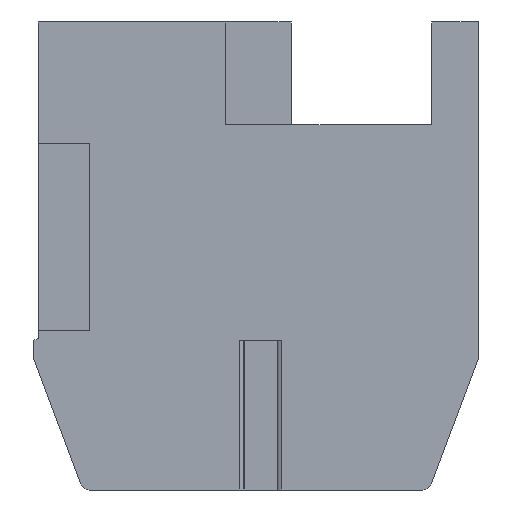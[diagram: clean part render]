
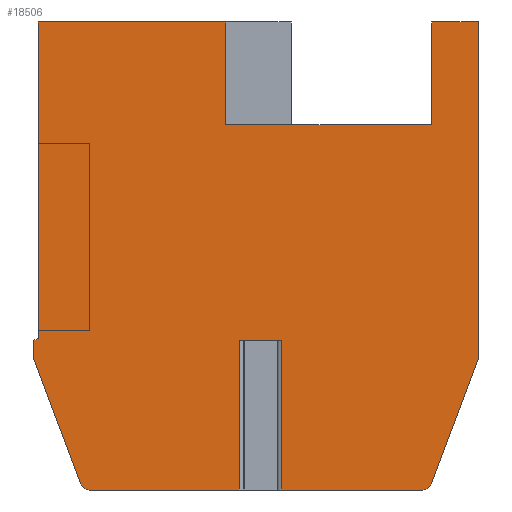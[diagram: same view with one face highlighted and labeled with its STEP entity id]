
A CAD part, front view. The second image highlights one B-rep face of the part: STEP entity #18506.
In plain terms, the highlighted planar face has unit normal (0, -1, 0).
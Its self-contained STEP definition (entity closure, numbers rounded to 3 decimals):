
#1=DIRECTION('',(1.,0.,0.));
#2=VECTOR('',#1,0.906);
#3=CARTESIAN_POINT('',(4.297,0.,-6.8));
#4=LINE('',#3,#2);
#5=DIRECTION('',(0.,0.,-1.));
#6=VECTOR('',#5,3.2);
#7=CARTESIAN_POINT('',(4.297,0.,-6.8));
#8=LINE('',#7,#6);
#9=DIRECTION('',(-1.,0.,0.));
#10=VECTOR('',#9,3.208);
#11=CARTESIAN_POINT('',(4.297,0.,-10.));
#12=LINE('',#11,#10);
#13=CARTESIAN_POINT('',(1.089,0.,-9.8));
#14=DIRECTION('',(0.,1.,0.));
#15=DIRECTION('',(0.,0.,-1.));
#16=AXIS2_PLACEMENT_3D('',#13,#14,#15);
#18=DIRECTION('',(-0.351,0.,0.936));
#19=VECTOR('',#18,2.816);
#20=CARTESIAN_POINT('',(0.901,0.,-9.87));
#21=LINE('',#20,#19);
#22=CARTESIAN_POINT('',(0.1,0.,-7.164));
#23=DIRECTION('',(0.,1.,0.));
#24=DIRECTION('',(-0.936,0.,-0.351));
#25=AXIS2_PLACEMENT_3D('',#22,#23,#24);
#27=DIRECTION('',(0.,0.,1.));
#28=VECTOR('',#27,0.364);
#29=CARTESIAN_POINT('',(-0.1,0.,-7.164));
#30=LINE('',#29,#28);
#31=DIRECTION('',(0.928,0.,0.371));
#32=VECTOR('',#31,0.108);
#33=CARTESIAN_POINT('',(-0.1,0.,-6.8));
#34=LINE('',#33,#32);
#35=DIRECTION('',(0.,0.,1.));
#36=VECTOR('',#35,6.76);
#37=CARTESIAN_POINT('',(0.,0.,-6.76));
#38=LINE('',#37,#36);
#39=DIRECTION('',(1.,0.,0.));
#40=VECTOR('',#39,4.);
#41=CARTESIAN_POINT('',(0.,0.,0.));
#42=LINE('',#41,#40);
#43=DIRECTION('',(0.,0.,-1.));
#44=VECTOR('',#43,2.2);
#45=CARTESIAN_POINT('',(4.,0.,0.));
#46=LINE('',#45,#44);
#47=DIRECTION('',(0.,0.,1.));
#48=VECTOR('',#47,2.2);
#49=CARTESIAN_POINT('',(8.4,0.,-2.2));
#50=LINE('',#49,#48);
#51=DIRECTION('',(1.,0.,0.));
#52=VECTOR('',#51,1.);
#53=CARTESIAN_POINT('',(8.4,0.,0.));
#54=LINE('',#53,#52);
#55=DIRECTION('',(0.,0.,-1.));
#56=VECTOR('',#55,7.164);
#57=CARTESIAN_POINT('',(9.4,0.,0.));
#58=LINE('',#57,#56);
#59=CARTESIAN_POINT('',(9.2,0.,-7.164));
#60=DIRECTION('',(0.,1.,0.));
#61=DIRECTION('',(1.,0.,0.));
#62=AXIS2_PLACEMENT_3D('',#59,#60,#61);
#64=DIRECTION('',(-0.351,0.,-0.936));
#65=VECTOR('',#64,2.816);
#66=CARTESIAN_POINT('',(9.387,0.,-7.234));
#67=LINE('',#66,#65);
#68=CARTESIAN_POINT('',(8.211,0.,-9.8));
#69=DIRECTION('',(0.,1.,0.));
#70=DIRECTION('',(0.936,0.,-0.351));
#71=AXIS2_PLACEMENT_3D('',#68,#69,#70);
#73=DIRECTION('',(-1.,0.,0.));
#74=VECTOR('',#73,3.008);
#75=CARTESIAN_POINT('',(8.211,0.,-10.));
#76=LINE('',#75,#74);
#77=DIRECTION('',(0.,0.,-1.));
#78=VECTOR('',#77,3.2);
#79=CARTESIAN_POINT('',(5.203,0.,-6.8));
#80=LINE('',#79,#78);
#4539=DIRECTION('',(-1.,0.,0.));
#4540=VECTOR('',#4539,4.4);
#4541=CARTESIAN_POINT('',(8.4,0.,-2.2));
#4542=LINE('',#4541,#4540);
#14545=CARTESIAN_POINT('',(-0.087,0.,-7.234));
#14546=CARTESIAN_POINT('',(-0.1,0.,-7.164));
#14547=VERTEX_POINT('',#14545);
#14548=VERTEX_POINT('',#14546);
#14549=CARTESIAN_POINT('',(-0.1,0.,-6.8));
#14550=VERTEX_POINT('',#14549);
#14551=CARTESIAN_POINT('',(0.,0.,-6.76));
#14552=VERTEX_POINT('',#14551);
#14553=CARTESIAN_POINT('',(0.,0.,0.));
#14554=VERTEX_POINT('',#14553);
#14555=CARTESIAN_POINT('',(8.4,0.,-2.2));
#14556=CARTESIAN_POINT('',(8.4,0.,0.));
#14557=VERTEX_POINT('',#14555);
#14558=VERTEX_POINT('',#14556);
#14559=CARTESIAN_POINT('',(9.4,0.,0.));
#14560=VERTEX_POINT('',#14559);
#14561=CARTESIAN_POINT('',(9.4,0.,-7.164));
#14562=VERTEX_POINT('',#14561);
#14563=CARTESIAN_POINT('',(9.387,0.,-7.234));
#14564=VERTEX_POINT('',#14563);
#14565=CARTESIAN_POINT('',(8.399,0.,-9.87));
#14566=VERTEX_POINT('',#14565);
#14567=CARTESIAN_POINT('',(8.211,0.,-10.));
#14568=VERTEX_POINT('',#14567);
#14569=CARTESIAN_POINT('',(1.089,0.,-10.));
#14570=CARTESIAN_POINT('',(0.901,0.,-9.87));
#14571=VERTEX_POINT('',#14569);
#14572=VERTEX_POINT('',#14570);
#14785=CARTESIAN_POINT('',(4.,0.,0.));
#14786=CARTESIAN_POINT('',(4.,0.,-2.2));
#14787=VERTEX_POINT('',#14785);
#14788=VERTEX_POINT('',#14786);
#14809=CARTESIAN_POINT('',(4.297,0.,-6.8));
#14810=CARTESIAN_POINT('',(5.203,0.,-6.8));
#14811=VERTEX_POINT('',#14809);
#14812=VERTEX_POINT('',#14810);
#14813=CARTESIAN_POINT('',(4.297,0.,-10.));
#14814=VERTEX_POINT('',#14813);
#14815=CARTESIAN_POINT('',(5.203,0.,-10.));
#14816=VERTEX_POINT('',#14815);
#18459=CARTESIAN_POINT('',(0.,0.,0.));
#18460=DIRECTION('',(0.,1.,0.));
#18461=DIRECTION('',(1.,0.,0.));
#18462=AXIS2_PLACEMENT_3D('',#18459,#18460,#18461);
#18463=PLANE('',#18462);
#18465=ORIENTED_EDGE('',*,*,#18464,.F.);
#18467=ORIENTED_EDGE('',*,*,#18466,.T.);
#18469=ORIENTED_EDGE('',*,*,#18468,.T.);
#18471=ORIENTED_EDGE('',*,*,#18470,.T.);
#18473=ORIENTED_EDGE('',*,*,#18472,.T.);
#18475=ORIENTED_EDGE('',*,*,#18474,.T.);
#18477=ORIENTED_EDGE('',*,*,#18476,.T.);
#18479=ORIENTED_EDGE('',*,*,#18478,.T.);
#18481=ORIENTED_EDGE('',*,*,#18480,.T.);
#18483=ORIENTED_EDGE('',*,*,#18482,.T.);
#18485=ORIENTED_EDGE('',*,*,#18484,.T.);
#18487=ORIENTED_EDGE('',*,*,#18486,.F.);
#18489=ORIENTED_EDGE('',*,*,#18488,.T.);
#18491=ORIENTED_EDGE('',*,*,#18490,.T.);
#18493=ORIENTED_EDGE('',*,*,#18492,.T.);
#18495=ORIENTED_EDGE('',*,*,#18494,.T.);
#18497=ORIENTED_EDGE('',*,*,#18496,.T.);
#18499=ORIENTED_EDGE('',*,*,#18498,.T.);
#18501=ORIENTED_EDGE('',*,*,#18500,.T.);
#18503=ORIENTED_EDGE('',*,*,#18502,.F.);
#18504=EDGE_LOOP('',(#18465,#18467,#18469,#18471,#18473,#18475,#18477,#18479,
#18481,#18483,#18485,#18487,#18489,#18491,#18493,#18495,#18497,#18499,#18501,
#18503));
#18505=FACE_OUTER_BOUND('',#18504,.F.);
#18506=ADVANCED_FACE('',(#18505),#18463,.F.);
#17=CIRCLE('',#16,0.2);
#26=CIRCLE('',#25,0.2);
#63=CIRCLE('',#62,0.2);
#72=CIRCLE('',#71,0.2);
#18464=EDGE_CURVE('',#14811,#14812,#4,.T.);
#18466=EDGE_CURVE('',#14811,#14814,#8,.T.);
#18468=EDGE_CURVE('',#14814,#14571,#12,.T.);
#18470=EDGE_CURVE('',#14571,#14572,#17,.T.);
#18472=EDGE_CURVE('',#14572,#14547,#21,.T.);
#18474=EDGE_CURVE('',#14547,#14548,#26,.T.);
#18476=EDGE_CURVE('',#14548,#14550,#30,.T.);
#18478=EDGE_CURVE('',#14550,#14552,#34,.T.);
#18480=EDGE_CURVE('',#14552,#14554,#38,.T.);
#18482=EDGE_CURVE('',#14554,#14787,#42,.T.);
#18484=EDGE_CURVE('',#14787,#14788,#46,.T.);
#18486=EDGE_CURVE('',#14557,#14788,#4542,.T.);
#18488=EDGE_CURVE('',#14557,#14558,#50,.T.);
#18490=EDGE_CURVE('',#14558,#14560,#54,.T.);
#18492=EDGE_CURVE('',#14560,#14562,#58,.T.);
#18494=EDGE_CURVE('',#14562,#14564,#63,.T.);
#18496=EDGE_CURVE('',#14564,#14566,#67,.T.);
#18498=EDGE_CURVE('',#14566,#14568,#72,.T.);
#18500=EDGE_CURVE('',#14568,#14816,#76,.T.);
#18502=EDGE_CURVE('',#14812,#14816,#80,.T.);
